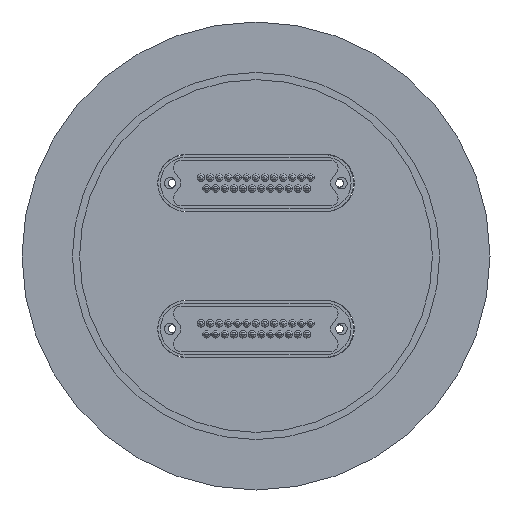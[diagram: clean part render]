
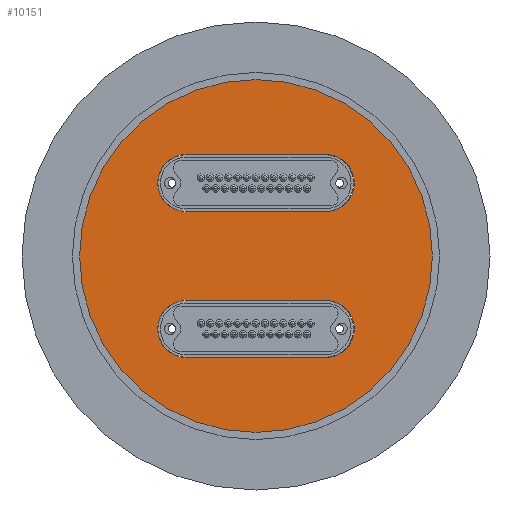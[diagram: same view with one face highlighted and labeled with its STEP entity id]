
A CAD part, front view. The second image highlights one B-rep face of the part: STEP entity #10151.
In plain terms, the highlighted planar face has unit normal (0, -1, 0).
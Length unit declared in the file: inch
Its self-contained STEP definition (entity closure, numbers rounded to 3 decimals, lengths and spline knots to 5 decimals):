
#5545 = CARTESIAN_POINT ( 'NONE',  ( -0.7625, 0., 0.48486 ) ) ;
#5718 = VECTOR ( 'NONE', #6273, 39.37008 ) ;
#5726 = LINE ( 'NONE', #6266, #5718 ) ;
#6266 = CARTESIAN_POINT ( 'NONE',  ( 0.7625, 0., -1.10986 ) ) ;
#6273 = DIRECTION ( 'NONE',  ( 1., 0., 0. ) ) ;
#6298 = DIRECTION ( 'NONE',  ( 0., 0., -1. ) ) ;
#6299 = DIRECTION ( 'NONE',  ( 0., -1., 0. ) ) ;
#6300 = CARTESIAN_POINT ( 'NONE',  ( 0.7625, 0., 0.79736 ) ) ;
#6304 = DIRECTION ( 'NONE',  ( -1., 0., 0. ) ) ;
#6310 = CARTESIAN_POINT ( 'NONE',  ( -0.7625, 0., 1.10986 ) ) ;
#6318 = DIRECTION ( 'NONE',  ( 0., 0., -1. ) ) ;
#6320 = DIRECTION ( 'NONE',  ( 0., -1., 0. ) ) ;
#6321 = CARTESIAN_POINT ( 'NONE',  ( 0., 0., 0. ) ) ;
#6351 = DIRECTION ( 'NONE',  ( 0., 0., 1. ) ) ;
#6354 = DIRECTION ( 'NONE',  ( 0., -1., 0. ) ) ;
#6355 = CARTESIAN_POINT ( 'NONE',  ( -0.7625, 0., -0.79736 ) ) ;
#6356 = DIRECTION ( 'NONE',  ( -1., 0., 0. ) ) ;
#6357 = CARTESIAN_POINT ( 'NONE',  ( 0.7625, 0., -0.48486 ) ) ;
#6358 = DIRECTION ( 'NONE',  ( 0., 0., -1. ) ) ;
#6359 = DIRECTION ( 'NONE',  ( 0., -1., 0. ) ) ;
#6362 = CARTESIAN_POINT ( 'NONE',  ( 0., 0., 0. ) ) ;
#6388 = DIRECTION ( 'NONE',  ( 0., 0., 1. ) ) ;
#6390 = DIRECTION ( 'NONE',  ( 0., -1., 0. ) ) ;
#6391 = CARTESIAN_POINT ( 'NONE',  ( 0.7625, 0., -0.79736 ) ) ;
#6394 = DIRECTION ( 'NONE',  ( 0., 0., -1. ) ) ;
#6395 = DIRECTION ( 'NONE',  ( 0., -1., 0. ) ) ;
#6396 = CARTESIAN_POINT ( 'NONE',  ( -0.7625, 0., 0.79736 ) ) ;
#6422 = DIRECTION ( 'NONE',  ( 1., 0., 0. ) ) ;
#6439 = VECTOR ( 'NONE', #6304, 39.37008 ) ;
#6441 = CIRCLE ( 'NONE', #11405, 0.3125 ) ;
#6444 = LINE ( 'NONE', #6310, #6439 ) ;
#6448 = CIRCLE ( 'NONE', #11403, 1.93 ) ;
#6453 = VECTOR ( 'NONE', #6356, 39.37008 ) ;
#6455 = LINE ( 'NONE', #6357, #6453 ) ;
#6459 = CIRCLE ( 'NONE', #11397, 1.93 ) ;
#6461 = CIRCLE ( 'NONE', #11398, 0.3125 ) ;
#6472 = CIRCLE ( 'NONE', #11393, 0.3125 ) ;
#6474 = CIRCLE ( 'NONE', #11392, 0.3125 ) ;
#6479 = VECTOR ( 'NONE', #6422, 39.37008 ) ;
#6484 = LINE ( 'NONE', #5545, #6479 ) ;
#7697 = FACE_BOUND ( 'NONE', #18569, .T. ) ;
#7701 = FACE_OUTER_BOUND ( 'NONE', #18578, .T. ) ;
#7705 = FACE_BOUND ( 'NONE', #18576, .T. ) ;
#8320 = CARTESIAN_POINT ( 'NONE',  ( 0., 0., 1.93 ) ) ;
#8322 = CARTESIAN_POINT ( 'NONE',  ( 0., 0., -1.93 ) ) ;
#8370 = CARTESIAN_POINT ( 'NONE',  ( -0.7625, 0., 0.48486 ) ) ;
#8376 = CARTESIAN_POINT ( 'NONE',  ( 0.7625, 0., 0.48486 ) ) ;
#8378 = CARTESIAN_POINT ( 'NONE',  ( 0.7625, 0., -0.48486 ) ) ;
#8381 = CARTESIAN_POINT ( 'NONE',  ( 0.7625, 0., -1.10986 ) ) ;
#10151 = ADVANCED_FACE ( 'NONE', ( #7705, #7697, #7701 ), #15982, .F. ) ;
#11392 = AXIS2_PLACEMENT_3D ( 'NONE', #6396, #6395, #6394 ) ;
#11393 = AXIS2_PLACEMENT_3D ( 'NONE', #6391, #6390, #6388 ) ;
#11397 = AXIS2_PLACEMENT_3D ( 'NONE', #6362, #6359, #6358 ) ;
#11398 = AXIS2_PLACEMENT_3D ( 'NONE', #6355, #6354, #6351 ) ;
#11403 = AXIS2_PLACEMENT_3D ( 'NONE', #6321, #6320, #6318 ) ;
#11405 = AXIS2_PLACEMENT_3D ( 'NONE', #6300, #6299, #6298 ) ;
#13357 = AXIS2_PLACEMENT_3D ( 'NONE', #15987, #15994, #15975 ) ;
#13826 = VERTEX_POINT ( 'NONE', #15769 ) ;
#13831 = VERTEX_POINT ( 'NONE', #15786 ) ;
#13835 = VERTEX_POINT ( 'NONE', #15758 ) ;
#13847 = VERTEX_POINT ( 'NONE', #15720 ) ;
#14803 = EDGE_CURVE ( 'NONE', #19395, #19401, #6484, .T. ) ;
#14809 = EDGE_CURVE ( 'NONE', #13835, #19395, #6474, .T. ) ;
#14810 = EDGE_CURVE ( 'NONE', #19406, #19403, #6472, .T. ) ;
#14818 = EDGE_CURVE ( 'NONE', #19345, #19347, #6459, .T. ) ;
#14819 = EDGE_CURVE ( 'NONE', #13826, #13831, #6461, .T. ) ;
#14821 = EDGE_CURVE ( 'NONE', #19403, #13826, #6455, .T. ) ;
#14826 = EDGE_CURVE ( 'NONE', #19347, #19345, #6448, .T. ) ;
#14831 = EDGE_CURVE ( 'NONE', #13847, #13835, #6444, .T. ) ;
#14832 = EDGE_CURVE ( 'NONE', #19401, #13847, #6441, .T. ) ;
#14842 = EDGE_CURVE ( 'NONE', #13831, #19406, #5726, .T. ) ;
#15720 = CARTESIAN_POINT ( 'NONE',  ( 0.7625, 0., 1.10986 ) ) ;
#15758 = CARTESIAN_POINT ( 'NONE',  ( -0.7625, 0., 1.10986 ) ) ;
#15769 = CARTESIAN_POINT ( 'NONE',  ( -0.7625, 0., -0.48486 ) ) ;
#15786 = CARTESIAN_POINT ( 'NONE',  ( -0.7625, 0., -1.10986 ) ) ;
#15975 = DIRECTION ( 'NONE',  ( 0., 0., 1. ) ) ;
#15982 = PLANE ( 'NONE',  #13357 ) ;
#15987 = CARTESIAN_POINT ( 'NONE',  ( -1.93, 0., 0. ) ) ;
#15994 = DIRECTION ( 'NONE',  ( 0., 1., 0. ) ) ;
#18517 = ORIENTED_EDGE ( 'NONE', *, *, #14818, .T. ) ;
#18518 = ORIENTED_EDGE ( 'NONE', *, *, #14826, .T. ) ;
#18519 = ORIENTED_EDGE ( 'NONE', *, *, #14832, .F. ) ;
#18520 = ORIENTED_EDGE ( 'NONE', *, *, #14831, .F. ) ;
#18521 = ORIENTED_EDGE ( 'NONE', *, *, #14809, .F. ) ;
#18522 = ORIENTED_EDGE ( 'NONE', *, *, #14803, .F. ) ;
#18523 = ORIENTED_EDGE ( 'NONE', *, *, #14819, .F. ) ;
#18524 = ORIENTED_EDGE ( 'NONE', *, *, #14842, .F. ) ;
#18525 = ORIENTED_EDGE ( 'NONE', *, *, #14810, .F. ) ;
#18526 = ORIENTED_EDGE ( 'NONE', *, *, #14821, .F. ) ;
#18569 = EDGE_LOOP ( 'NONE', ( #18522, #18521, #18520, #18519 ) ) ;
#18576 = EDGE_LOOP ( 'NONE', ( #18526, #18525, #18524, #18523 ) ) ;
#18578 = EDGE_LOOP ( 'NONE', ( #18518, #18517 ) ) ;
#19345 = VERTEX_POINT ( 'NONE', #8320 ) ;
#19347 = VERTEX_POINT ( 'NONE', #8322 ) ;
#19395 = VERTEX_POINT ( 'NONE', #8370 ) ;
#19401 = VERTEX_POINT ( 'NONE', #8376 ) ;
#19403 = VERTEX_POINT ( 'NONE', #8378 ) ;
#19406 = VERTEX_POINT ( 'NONE', #8381 ) ;
